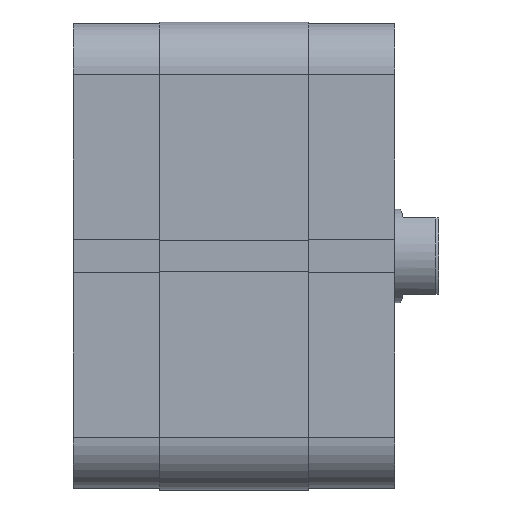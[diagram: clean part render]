
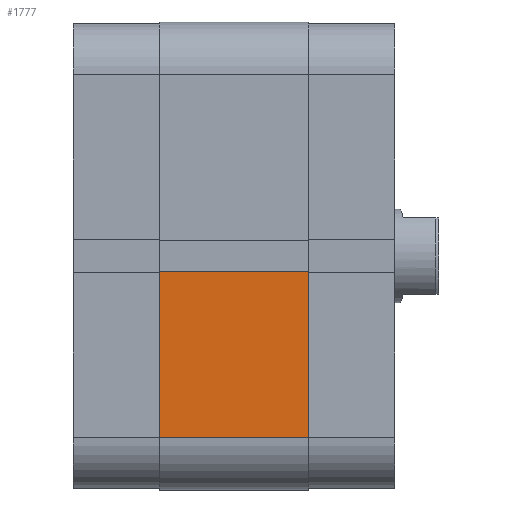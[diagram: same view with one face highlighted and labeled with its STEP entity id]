
A CAD part, front view. The second image highlights one B-rep face of the part: STEP entity #1777.
In plain terms, the highlighted planar face has unit normal (0, -1, 0).
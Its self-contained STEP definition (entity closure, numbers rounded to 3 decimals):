
#568 = EDGE_CURVE ( 'NONE', #3345, #3429, #4446, .T. ) ;
#577 = EDGE_CURVE ( 'NONE', #2983, #3382, #4461, .T. ) ;
#593 = EDGE_CURVE ( 'NONE', #2983, #3345, #4486, .T. ) ;
#595 = EDGE_CURVE ( 'NONE', #3382, #3429, #4498, .T. ) ;
#871 = ORIENTED_EDGE ( 'NONE', *, *, #595, .F. ) ;
#874 = ORIENTED_EDGE ( 'NONE', *, *, #568, .T. ) ;
#1002 = ORIENTED_EDGE ( 'NONE', *, *, #593, .T. ) ;
#1068 = ORIENTED_EDGE ( 'NONE', *, *, #577, .F. ) ;
#1777 = ADVANCED_FACE ( 'NONE', ( #2100 ), #6180, .F. ) ;
#2022 = EDGE_LOOP ( 'NONE', ( #874, #871, #1068, #1002 ) ) ;
#2100 = FACE_OUTER_BOUND ( 'NONE', #2022, .T. ) ;
#2423 = CARTESIAN_POINT ( 'NONE',  ( -31., -40., 25.5 ) ) ;
#2551 = CARTESIAN_POINT ( 'NONE',  ( -31., -40., 0. ) ) ;
#2584 = CARTESIAN_POINT ( 'NONE',  ( -2.6, -40., 25.5 ) ) ;
#2630 = CARTESIAN_POINT ( 'NONE',  ( -2.6, -40., 0. ) ) ;
#2983 = VERTEX_POINT ( 'NONE', #2423 ) ;
#3345 = VERTEX_POINT ( 'NONE', #2551 ) ;
#3382 = VERTEX_POINT ( 'NONE', #2584 ) ;
#3429 = VERTEX_POINT ( 'NONE', #2630 ) ;
#4446 = LINE ( 'NONE', #5886, #4453 ) ;
#4453 = VECTOR ( 'NONE', #5892, 1000. ) ;
#4461 = LINE ( 'NONE', #5911, #4465 ) ;
#4465 = VECTOR ( 'NONE', #5912, 1000. ) ;
#4486 = LINE ( 'NONE', #5949, #4492 ) ;
#4492 = VECTOR ( 'NONE', #5950, 1000. ) ;
#4498 = LINE ( 'NONE', #5953, #4499 ) ;
#4499 = VECTOR ( 'NONE', #5954, 1000. ) ;
#5886 = CARTESIAN_POINT ( 'NONE',  ( 0., -40., 0. ) ) ;
#5892 = DIRECTION ( 'NONE',  ( 1., 0., 0. ) ) ;
#5911 = CARTESIAN_POINT ( 'NONE',  ( 0., -40., 25.5 ) ) ;
#5912 = DIRECTION ( 'NONE',  ( 1., 0., 0. ) ) ;
#5949 = CARTESIAN_POINT ( 'NONE',  ( -31., -40., 25.5 ) ) ;
#5950 = DIRECTION ( 'NONE',  ( 0., 0., -1. ) ) ;
#5953 = CARTESIAN_POINT ( 'NONE',  ( -2.6, -40., 25.5 ) ) ;
#5954 = DIRECTION ( 'NONE',  ( 0., 0., -1. ) ) ;
#6179 = CARTESIAN_POINT ( 'NONE',  ( 0., -40., 25.5 ) ) ;
#6180 = PLANE ( 'NONE',  #6540 ) ;
#6182 = DIRECTION ( 'NONE',  ( 0., 1., 0. ) ) ;
#6183 = DIRECTION ( 'NONE',  ( 0., 0., 1. ) ) ;
#6540 = AXIS2_PLACEMENT_3D ( 'NONE', #6179, #6182, #6183 ) ;
